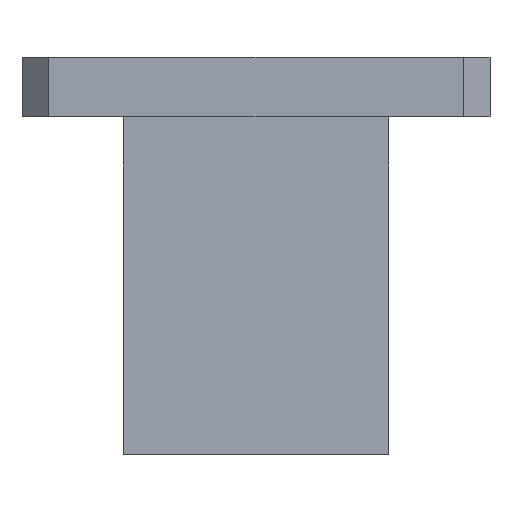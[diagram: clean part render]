
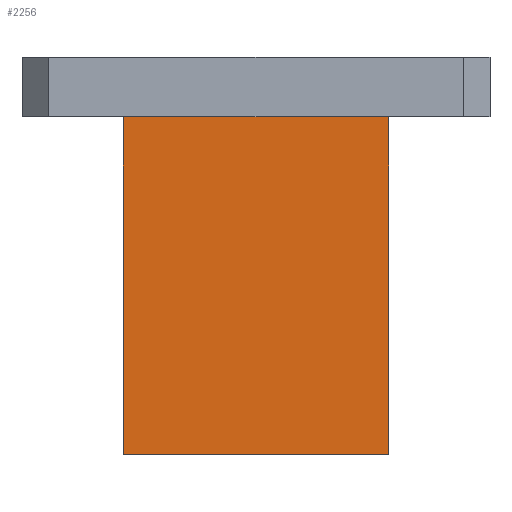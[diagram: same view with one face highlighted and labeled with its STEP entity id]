
A CAD part, front view. The second image highlights one B-rep face of the part: STEP entity #2256.
In plain terms, the highlighted planar face has unit normal (0, -1, 0).
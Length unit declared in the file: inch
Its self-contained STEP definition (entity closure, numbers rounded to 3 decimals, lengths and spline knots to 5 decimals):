
#76 = DIRECTION ( 'NONE',  ( 0., 0., -1. ) ) ;
#321 = VERTEX_POINT ( 'NONE', #2775 ) ;
#332 = DIRECTION ( 'NONE',  ( -1., 0., 0. ) ) ;
#362 = VECTOR ( 'NONE', #332, 39.37008 ) ;
#473 = LINE ( 'NONE', #2238, #2671 ) ;
#497 = ORIENTED_EDGE ( 'NONE', *, *, #2470, .F. ) ;
#529 = CARTESIAN_POINT ( 'NONE',  ( 0., -0.25, -0.225 ) ) ;
#590 = CARTESIAN_POINT ( 'NONE',  ( 0.5, -0.25, -0.225 ) ) ;
#611 = EDGE_LOOP ( 'NONE', ( #3567, #634, #497, #3455 ) ) ;
#634 = ORIENTED_EDGE ( 'NONE', *, *, #3491, .T. ) ;
#660 = VECTOR ( 'NONE', #757, 39.37008 ) ;
#757 = DIRECTION ( 'NONE',  ( 0., 0., 1. ) ) ;
#816 = LINE ( 'NONE', #529, #362 ) ;
#907 = DIRECTION ( 'NONE',  ( 0., -1., 0. ) ) ;
#1182 = CARTESIAN_POINT ( 'NONE',  ( -0.5, -0.25, -1.5 ) ) ;
#1445 = CARTESIAN_POINT ( 'NONE',  ( -0.5, -0.25, -1.5 ) ) ;
#1556 = CARTESIAN_POINT ( 'NONE',  ( -0.5, -0.25, -1.5 ) ) ;
#1597 = VECTOR ( 'NONE', #3270, 39.37008 ) ;
#1621 = EDGE_CURVE ( 'NONE', #2517, #321, #1764, .T. ) ;
#1664 = AXIS2_PLACEMENT_3D ( 'NONE', #1556, #907, #76 ) ;
#1764 = LINE ( 'NONE', #1445, #1597 ) ;
#1891 = FACE_OUTER_BOUND ( 'NONE', #611, .T. ) ;
#1928 = CARTESIAN_POINT ( 'NONE',  ( -0.5, -0.25, -1.5 ) ) ;
#1929 = DIRECTION ( 'NONE',  ( 0., 0., 1. ) ) ;
#2238 = CARTESIAN_POINT ( 'NONE',  ( 0.5, -0.25, -1.5 ) ) ;
#2256 = ADVANCED_FACE ( 'NONE', ( #1891 ), #3011, .T. ) ;
#2470 = EDGE_CURVE ( 'NONE', #2517, #2732, #2850, .T. ) ;
#2517 = VERTEX_POINT ( 'NONE', #1182 ) ;
#2571 = VERTEX_POINT ( 'NONE', #590 ) ;
#2671 = VECTOR ( 'NONE', #1929, 39.37008 ) ;
#2732 = VERTEX_POINT ( 'NONE', #3391 ) ;
#2775 = CARTESIAN_POINT ( 'NONE',  ( 0.5, -0.25, -1.5 ) ) ;
#2850 = LINE ( 'NONE', #1928, #660 ) ;
#3011 = PLANE ( 'NONE',  #1664 ) ;
#3244 = EDGE_CURVE ( 'NONE', #321, #2571, #473, .T. ) ;
#3270 = DIRECTION ( 'NONE',  ( 1., 0., 0. ) ) ;
#3391 = CARTESIAN_POINT ( 'NONE',  ( -0.5, -0.25, -0.225 ) ) ;
#3455 = ORIENTED_EDGE ( 'NONE', *, *, #1621, .T. ) ;
#3491 = EDGE_CURVE ( 'NONE', #2571, #2732, #816, .T. ) ;
#3567 = ORIENTED_EDGE ( 'NONE', *, *, #3244, .T. ) ;
